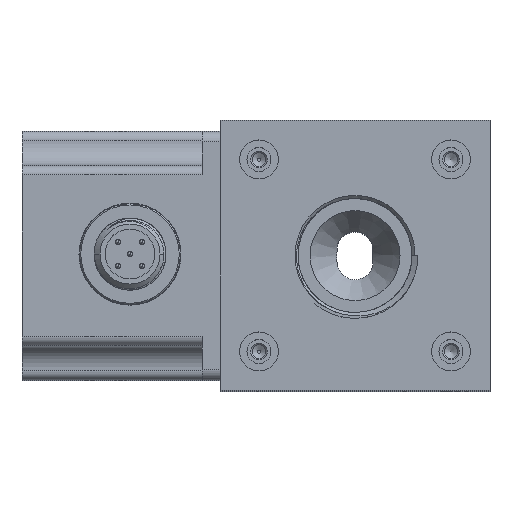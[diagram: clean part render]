
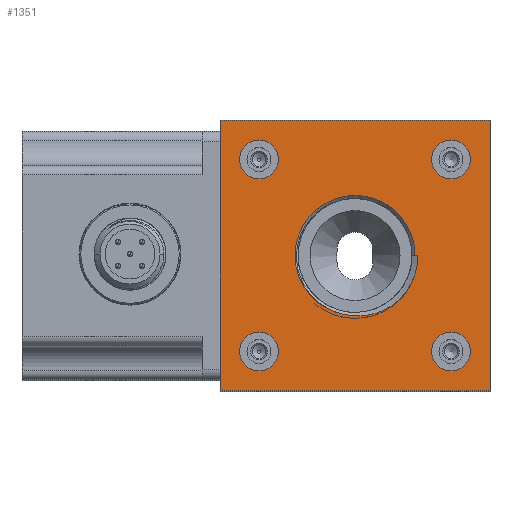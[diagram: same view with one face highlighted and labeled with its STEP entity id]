
A CAD part, top view. The second image highlights one B-rep face of the part: STEP entity #1351.
In plain terms, the highlighted planar face has unit normal (0, 0, 1).
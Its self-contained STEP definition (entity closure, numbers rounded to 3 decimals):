
#214=B_SPLINE_CURVE_WITH_KNOTS('',3,(#21721,#21722,#21723,#21724),
 .UNSPECIFIED.,.F.,.F.,(4,4),(0.,1.),.UNSPECIFIED.);
#357=FACE_BOUND('',#3204,.T.);
#358=FACE_BOUND('',#3205,.T.);
#359=FACE_BOUND('',#3206,.T.);
#360=FACE_BOUND('',#3207,.T.);
#361=FACE_BOUND('',#3208,.T.);
#362=FACE_BOUND('',#3209,.T.);
#848=PLANE('',#15441);
#1351=ADVANCED_FACE('',(#357,#358,#359,#360,#361,#362),#848,.F.);
#3204=EDGE_LOOP('',(#7113));
#3205=EDGE_LOOP('',(#7114));
#3206=EDGE_LOOP('',(#7115));
#3207=EDGE_LOOP('',(#7116));
#3208=EDGE_LOOP('',(#7117,#7118,#7119,#7120));
#3209=EDGE_LOOP('',(#7121,#7122,#7123,#7124));
#4359=LINE('',#21708,#5662);
#4360=LINE('',#21711,#5663);
#4361=LINE('',#21713,#5664);
#4362=LINE('',#21715,#5665);
#4363=LINE('',#21716,#5666);
#5662=VECTOR('',#17107,1.);
#5663=VECTOR('',#17108,1.);
#5664=VECTOR('',#17109,1.);
#5665=VECTOR('',#17110,1.);
#5666=VECTOR('',#17111,1.);
#7113=ORIENTED_EDGE('',*,*,#12696,.F.);
#7114=ORIENTED_EDGE('',*,*,#12697,.F.);
#7115=ORIENTED_EDGE('',*,*,#12698,.F.);
#7116=ORIENTED_EDGE('',*,*,#12699,.F.);
#7117=ORIENTED_EDGE('',*,*,#12700,.F.);
#7118=ORIENTED_EDGE('',*,*,#12701,.F.);
#7119=ORIENTED_EDGE('',*,*,#12702,.F.);
#7120=ORIENTED_EDGE('',*,*,#12703,.F.);
#7121=ORIENTED_EDGE('',*,*,#12704,.F.);
#7122=ORIENTED_EDGE('',*,*,#12705,.T.);
#7123=ORIENTED_EDGE('',*,*,#12706,.T.);
#7124=ORIENTED_EDGE('',*,*,#12707,.T.);
#11189=VERTEX_POINT('',#21701);
#11190=VERTEX_POINT('',#21703);
#11191=VERTEX_POINT('',#21705);
#11192=VERTEX_POINT('',#21707);
#11193=VERTEX_POINT('',#21709);
#11194=VERTEX_POINT('',#21710);
#11195=VERTEX_POINT('',#21712);
#11196=VERTEX_POINT('',#21714);
#11197=VERTEX_POINT('',#21717);
#11198=VERTEX_POINT('',#21718);
#11199=VERTEX_POINT('',#21720);
#11200=VERTEX_POINT('',#21725);
#12696=EDGE_CURVE('',#11189,#11189,#14746,.T.);
#12697=EDGE_CURVE('',#11190,#11190,#14747,.T.);
#12698=EDGE_CURVE('',#11191,#11191,#14748,.T.);
#12699=EDGE_CURVE('',#11192,#11192,#14749,.T.);
#12700=EDGE_CURVE('',#11193,#11194,#4359,.T.);
#12701=EDGE_CURVE('',#11195,#11193,#4360,.T.);
#12702=EDGE_CURVE('',#11196,#11195,#4361,.T.);
#12703=EDGE_CURVE('',#11194,#11196,#4362,.T.);
#12704=EDGE_CURVE('',#11197,#11198,#4363,.T.);
#12705=EDGE_CURVE('',#11197,#11199,#14750,.T.);
#12706=EDGE_CURVE('',#11199,#11200,#214,.T.);
#12707=EDGE_CURVE('',#11200,#11198,#14751,.T.);
#14746=CIRCLE('',#15435,3.25);
#14747=CIRCLE('',#15436,3.25);
#14748=CIRCLE('',#15437,3.25);
#14749=CIRCLE('',#15438,3.25);
#14750=CIRCLE('',#15439,10.498);
#14751=CIRCLE('',#15440,10.);
#15435=AXIS2_PLACEMENT_3D('',#21700,#17099,#17100);
#15436=AXIS2_PLACEMENT_3D('',#21702,#17101,#17102);
#15437=AXIS2_PLACEMENT_3D('',#21704,#17103,#17104);
#15438=AXIS2_PLACEMENT_3D('',#21706,#17105,#17106);
#15439=AXIS2_PLACEMENT_3D('',#21719,#17112,#17113);
#15440=AXIS2_PLACEMENT_3D('',#21726,#17114,#17115);
#15441=AXIS2_PLACEMENT_3D('',#21727,#17116,#17117);
#17099=DIRECTION('',(0.,0.,1.));
#17100=DIRECTION('',(0.,1.,0.));
#17101=DIRECTION('',(0.,0.,1.));
#17102=DIRECTION('',(0.,1.,0.));
#17103=DIRECTION('',(0.,0.,1.));
#17104=DIRECTION('',(0.,1.,0.));
#17105=DIRECTION('',(0.,0.,1.));
#17106=DIRECTION('',(0.,1.,0.));
#17107=DIRECTION('',(1.,0.,0.));
#17108=DIRECTION('',(0.,1.,0.));
#17109=DIRECTION('',(-1.,0.,0.));
#17110=DIRECTION('',(0.,-1.,0.));
#17111=DIRECTION('',(-1.,0.,0.));
#17112=DIRECTION('',(0.,0.,-1.));
#17113=DIRECTION('',(-1.,0.,0.));
#17114=DIRECTION('',(0.,0.,-1.));
#17115=DIRECTION('',(-1.,0.,0.));
#17116=DIRECTION('',(0.,0.,-1.));
#17117=DIRECTION('',(-1.,0.,0.));
#21700=CARTESIAN_POINT('',(38.5,6.5,12.));
#21701=CARTESIAN_POINT('',(38.5,9.75,12.));
#21702=CARTESIAN_POINT('',(38.5,38.5,12.));
#21703=CARTESIAN_POINT('',(38.5,41.75,12.));
#21704=CARTESIAN_POINT('',(6.5,38.5,12.));
#21705=CARTESIAN_POINT('',(6.5,41.75,12.));
#21706=CARTESIAN_POINT('',(6.5,6.5,12.));
#21707=CARTESIAN_POINT('',(6.5,9.75,12.));
#21708=CARTESIAN_POINT('',(0.,45.,12.));
#21709=CARTESIAN_POINT('',(0.,45.,12.));
#21710=CARTESIAN_POINT('',(45.,45.,12.));
#21711=CARTESIAN_POINT('',(0.,0.,12.));
#21712=CARTESIAN_POINT('',(0.,0.,12.));
#21713=CARTESIAN_POINT('',(45.,0.,12.));
#21714=CARTESIAN_POINT('',(45.,0.,12.));
#21715=CARTESIAN_POINT('',(45.,45.,12.));
#21716=CARTESIAN_POINT('',(22.5,22.5,12.));
#21717=CARTESIAN_POINT('',(32.998,22.5,12.));
#21718=CARTESIAN_POINT('',(32.5,22.5,12.));
#21719=CARTESIAN_POINT('',(22.5,22.5,12.));
#21720=CARTESIAN_POINT('',(30.195,15.36,12.));
#21721=CARTESIAN_POINT('',(30.195,15.36,12.));
#21722=CARTESIAN_POINT('',(27.746,12.958,12.));
#21723=CARTESIAN_POINT('',(24.147,11.893,12.));
#21724=CARTESIAN_POINT('',(20.799,12.646,12.));
#21725=CARTESIAN_POINT('',(20.799,12.646,12.));
#21726=CARTESIAN_POINT('',(22.5,22.5,12.));
#21727=CARTESIAN_POINT('',(22.5,22.5,12.));
